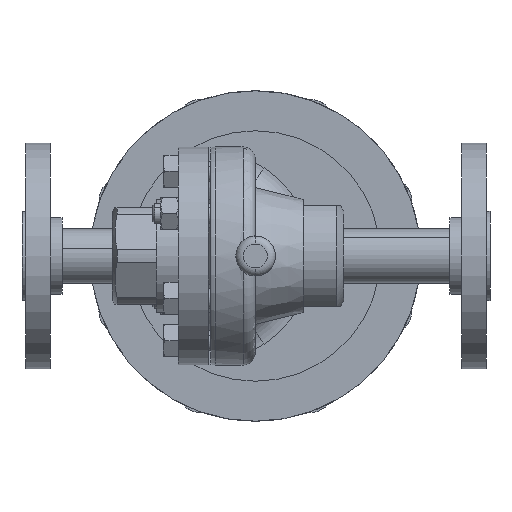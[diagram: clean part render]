
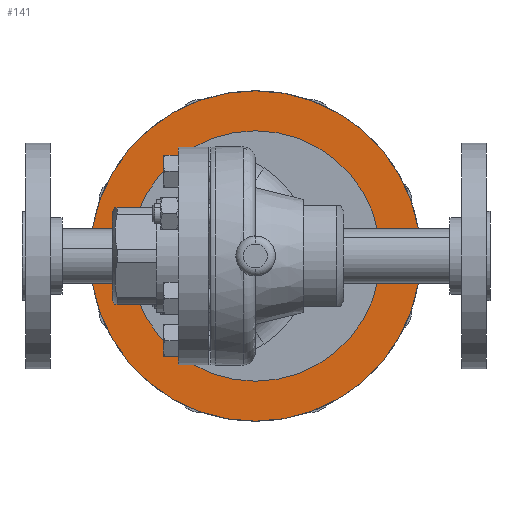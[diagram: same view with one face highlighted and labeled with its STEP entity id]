
A CAD part, front view. The second image highlights one B-rep face of the part: STEP entity #141.
In plain terms, the highlighted planar face has unit normal (0, -1, 0).
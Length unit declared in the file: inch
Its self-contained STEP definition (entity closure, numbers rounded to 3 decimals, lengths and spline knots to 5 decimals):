
#141 = ADVANCED_FACE ( 'NONE', ( #4178, #13823 ), #5865, .F. ) ;
#354 = EDGE_LOOP ( 'NONE', ( #928, #9202 ) ) ;
#445 = EDGE_LOOP ( 'NONE', ( #7025, #902 ) ) ;
#735 = AXIS2_PLACEMENT_3D ( 'NONE', #1347, #2347, #14457 ) ;
#902 = ORIENTED_EDGE ( 'NONE', *, *, #12767, .F. ) ;
#928 = ORIENTED_EDGE ( 'NONE', *, *, #12344, .F. ) ;
#1347 = CARTESIAN_POINT ( 'NONE',  ( 0., 2.05, 0. ) ) ;
#1862 = CARTESIAN_POINT ( 'NONE',  ( 0., 2.05, 0. ) ) ;
#2038 = DIRECTION ( 'NONE',  ( 0., 1., 0. ) ) ;
#2283 = VERTEX_POINT ( 'NONE', #5406 ) ;
#2347 = DIRECTION ( 'NONE',  ( 0., 1., 0. ) ) ;
#2969 = VERTEX_POINT ( 'NONE', #3073 ) ;
#3067 = DIRECTION ( 'NONE',  ( 0., -1., 0. ) ) ;
#3073 = CARTESIAN_POINT ( 'NONE',  ( 0., 2.05, 2.56 ) ) ;
#3636 = CARTESIAN_POINT ( 'NONE',  ( 0., 2.05, 1.94 ) ) ;
#3843 = AXIS2_PLACEMENT_3D ( 'NONE', #5600, #2038, #8032 ) ;
#4178 = FACE_BOUND ( 'NONE', #445, .T. ) ;
#5115 = CARTESIAN_POINT ( 'NONE',  ( 0., 2.05, -1.94 ) ) ;
#5253 = CIRCLE ( 'NONE', #8341, 1.94 ) ;
#5406 = CARTESIAN_POINT ( 'NONE',  ( 0., 2.05, -2.56 ) ) ;
#5600 = CARTESIAN_POINT ( 'NONE',  ( 0., 2.05, 0. ) ) ;
#5865 = PLANE ( 'NONE',  #15244 ) ;
#6193 = CARTESIAN_POINT ( 'NONE',  ( 0., 2.05, 0. ) ) ;
#6694 = VERTEX_POINT ( 'NONE', #5115 ) ;
#7025 = ORIENTED_EDGE ( 'NONE', *, *, #13492, .F. ) ;
#8032 = DIRECTION ( 'NONE',  ( 0., 0., 1. ) ) ;
#8341 = AXIS2_PLACEMENT_3D ( 'NONE', #6193, #9637, #9789 ) ;
#9202 = ORIENTED_EDGE ( 'NONE', *, *, #13534, .F. ) ;
#9637 = DIRECTION ( 'NONE',  ( 0., -1., 0. ) ) ;
#9720 = VERTEX_POINT ( 'NONE', #3636 ) ;
#9789 = DIRECTION ( 'NONE',  ( 0., 0., -1. ) ) ;
#10256 = AXIS2_PLACEMENT_3D ( 'NONE', #1862, #3067, #12816 ) ;
#10769 = CARTESIAN_POINT ( 'NONE',  ( -2.565, 2.05, 0. ) ) ;
#10775 = CIRCLE ( 'NONE', #3843, 2.56 ) ;
#12344 = EDGE_CURVE ( 'NONE', #2283, #2969, #10775, .T. ) ;
#12767 = EDGE_CURVE ( 'NONE', #9720, #6694, #15644, .T. ) ;
#12807 = CIRCLE ( 'NONE', #735, 2.56 ) ;
#12816 = DIRECTION ( 'NONE',  ( 0., 0., -1. ) ) ;
#13343 = DIRECTION ( 'NONE',  ( 0., 0., 1. ) ) ;
#13492 = EDGE_CURVE ( 'NONE', #6694, #9720, #5253, .T. ) ;
#13534 = EDGE_CURVE ( 'NONE', #2969, #2283, #12807, .T. ) ;
#13823 = FACE_OUTER_BOUND ( 'NONE', #354, .T. ) ;
#14457 = DIRECTION ( 'NONE',  ( 0., 0., 1. ) ) ;
#15244 = AXIS2_PLACEMENT_3D ( 'NONE', #10769, #15600, #13343 ) ;
#15600 = DIRECTION ( 'NONE',  ( 0., 1., 0. ) ) ;
#15644 = CIRCLE ( 'NONE', #10256, 1.94 ) ;
